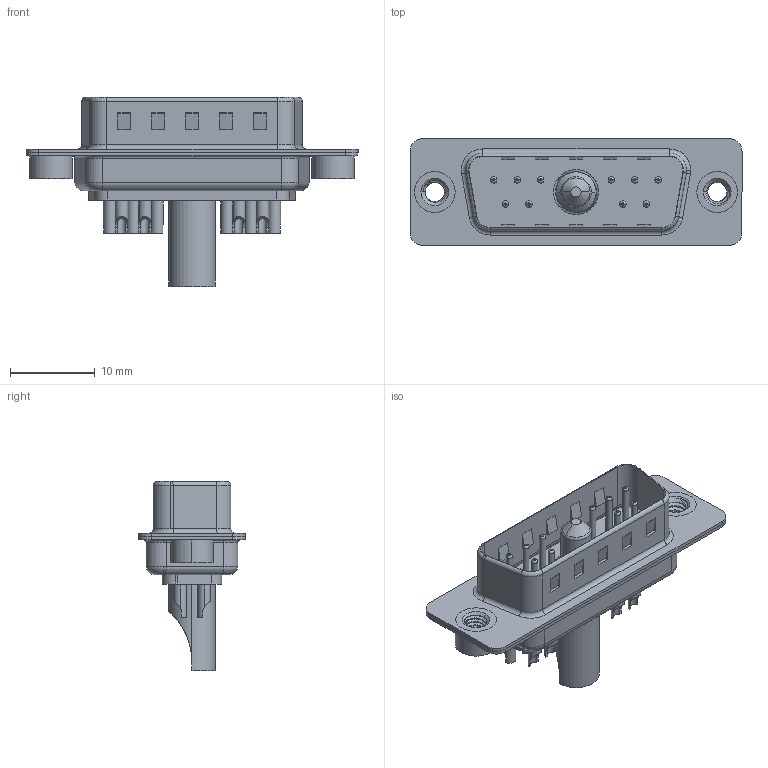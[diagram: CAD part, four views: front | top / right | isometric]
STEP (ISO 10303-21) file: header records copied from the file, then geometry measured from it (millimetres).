
FILE_DESCRIPTION (( 'STEP AP203' ), '1' );
FILE_NAME ('627-11W1622-4NA.STEP', '2019-05-25T14:41:28', ( '' ), ( '' ), 'SwSTEP 2.0', 'SolidWorks 2016', '' );
FILE_SCHEMA (( 'CONFIG_CONTROL_DESIGN' ));
Length unit declared in the file: millimetre
Products named in the file (9): 627Combo Threaded Rivet_2; 627Combo Contact Row 1_22; 627Combo Contact Row 2_22; 627-11W1622-4NA; 627Combo Housing_11W1; 627Combo Shell Rear_15 Contacts; 627Combo Shell Front_15 Contacts; 627Combo Threaded Rivet_A; Power Pin_40A SC
Assembly tree (16 placements, depth 2):
  627-11W1622-4NA
    627Combo Housing_11W1
    627Combo Shell Rear_15 Contacts
    627Combo Shell Front_15 Contacts
    627Combo Threaded Rivet_A
    Power Pin_40A SC
    627Combo Threaded Rivet_2
    627Combo Contact Row 1_22  x6
    627Combo Contact Row 2_22  x4
Bounding box: 39.15 x 12.6 x 22.3 mm (x, y, z)
Volume: 1967.7 mm3; surface area: 5007.8 mm2
Topology: 17 solids, 20 shells, 765 faces, 1811 edges, 1117 vertices
Faces by surface type: cylinder 318, plane 250, torus 152, cone 37, bspline 8
Entity records: 20039 total; most frequent: CARTESIAN_POINT 6164, DIRECTION 2805, ORIENTED_EDGE 2550, EDGE_CURVE 1275, AXIS2_PLACEMENT_3D 1093, VERTEX_POINT 805, EDGE_LOOP 630, VECTOR 619
